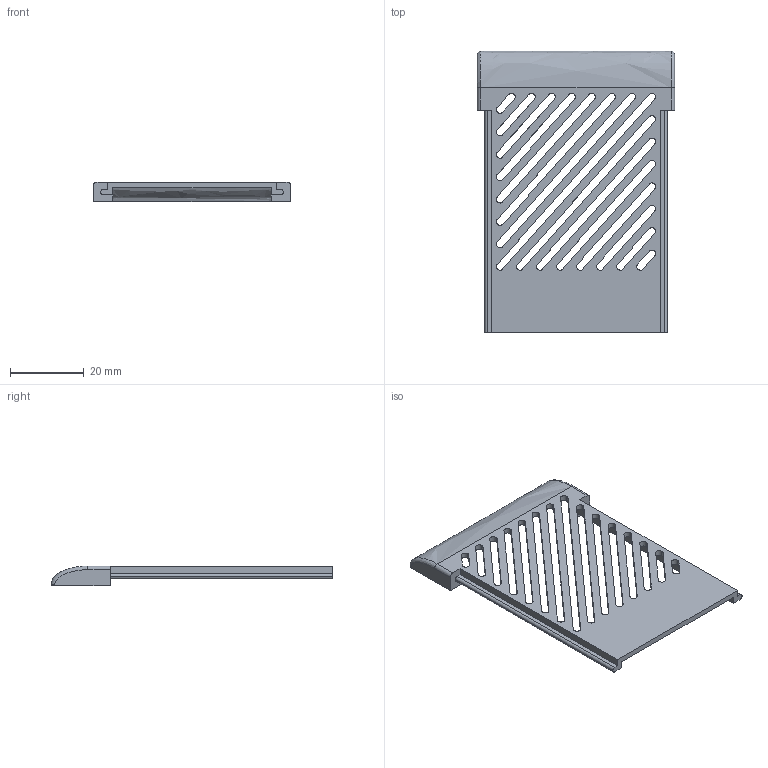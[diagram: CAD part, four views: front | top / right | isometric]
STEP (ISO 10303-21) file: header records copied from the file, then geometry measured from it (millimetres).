
FILE_DESCRIPTION (( 'STEP AP203' ), '1' );
FILE_NAME ('q2驗芛綴裔賑啣.STEP', '2025-09-16T08:18:50', ( '' ), ( '' ), 'SwSTEP 2.0', 'SolidWorks 2024', '' );
FILE_SCHEMA (( 'CONFIG_CONTROL_DESIGN' ));
Length unit declared in the file: millimetre
Products named in the file (1): q2喷头后盖滑板
Bounding box: 53.6 x 76.5 x 5.4 mm (x, y, z)
Volume: 5016.4 mm3; surface area: 8478.8 mm2
Topology: 1 solids, 1 shells, 148 faces, 441 edges, 280 vertices
Faces by surface type: plane 91, cylinder 53, bspline 4
Entity records: 5236 total; most frequent: CARTESIAN_POINT 1060, ORIENTED_EDGE 882, DIRECTION 865, EDGE_CURVE 441, AXIS2_PLACEMENT_3D 289, VECTOR 287, LINE 287, VERTEX_POINT 280
